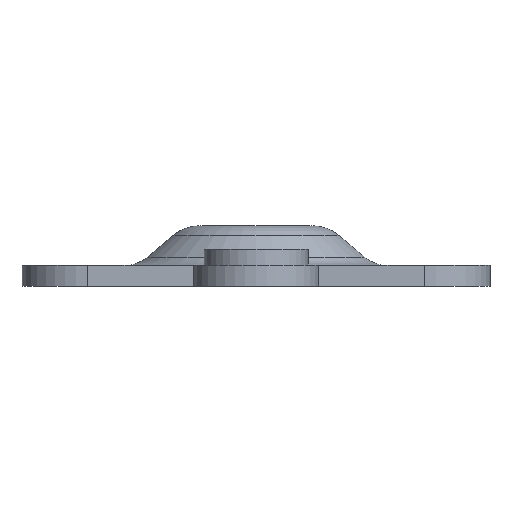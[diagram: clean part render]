
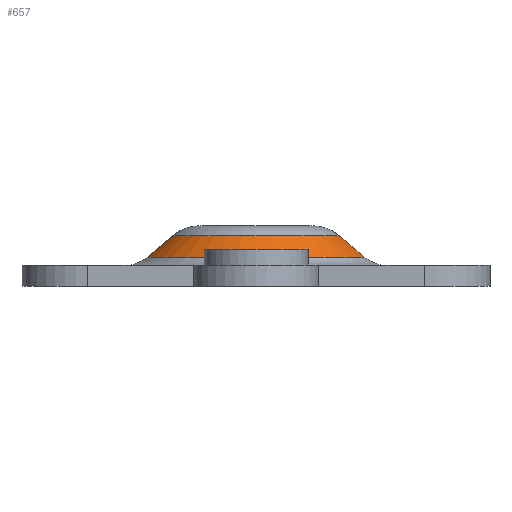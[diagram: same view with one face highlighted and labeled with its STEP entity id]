
A CAD part, front view. The second image highlights one B-rep face of the part: STEP entity #657.
In plain terms, the highlighted conical face has half-angle 49.941 degrees and reference radius 2.609 mm.
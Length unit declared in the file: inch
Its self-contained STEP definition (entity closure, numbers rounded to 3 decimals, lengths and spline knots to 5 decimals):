
#53 = VECTOR ( 'NONE', #1157, 39.37008 ) ;
#64 = DIRECTION ( 'NONE',  ( 0., 0., -1. ) ) ;
#90 = EDGE_CURVE ( 'NONE', #1303, #855, #1014, .T. ) ;
#118 = DIRECTION ( 'NONE',  ( 0.765, 0., -0.644 ) ) ;
#123 = ORIENTED_EDGE ( 'NONE', *, *, #90, .F. ) ;
#129 = CIRCLE ( 'NONE', #501, 0.0785 ) ;
#139 = DIRECTION ( 'NONE',  ( 0., 0., -1. ) ) ;
#167 = VECTOR ( 'NONE', #118, 39.37008 ) ;
#170 = CONICAL_SURFACE ( 'NONE', #179, 0.10271, 0.872 ) ;
#179 = AXIS2_PLACEMENT_3D ( 'NONE', #970, #1211, #245 ) ;
#245 = DIRECTION ( 'NONE',  ( -1., 0., 0. ) ) ;
#379 = CARTESIAN_POINT ( 'NONE',  ( -0.10271, 0.197, 0.02726 ) ) ;
#441 = CARTESIAN_POINT ( 'NONE',  ( 0.10271, 0.197, 0.02726 ) ) ;
#444 = DIRECTION ( 'NONE',  ( -1., 0., 0. ) ) ;
#501 = AXIS2_PLACEMENT_3D ( 'NONE', #868, #139, #444 ) ;
#591 = VERTEX_POINT ( 'NONE', #1019 ) ;
#657 = ADVANCED_FACE ( 'NONE', ( #1232 ), #170, .T. ) ;
#712 = CARTESIAN_POINT ( 'NONE',  ( 0., 0.197, 0.02726 ) ) ;
#738 = LINE ( 'NONE', #892, #167 ) ;
#751 = ORIENTED_EDGE ( 'NONE', *, *, #1128, .F. ) ;
#755 = EDGE_CURVE ( 'NONE', #972, #855, #1210, .T. ) ;
#809 = CARTESIAN_POINT ( 'NONE',  ( -0.0785, 0.197, 0.04762 ) ) ;
#815 = DIRECTION ( 'NONE',  ( -1., 0., 0. ) ) ;
#834 = ORIENTED_EDGE ( 'NONE', *, *, #755, .T. ) ;
#855 = VERTEX_POINT ( 'NONE', #1272 ) ;
#868 = CARTESIAN_POINT ( 'NONE',  ( 0., 0.197, 0.04762 ) ) ;
#892 = CARTESIAN_POINT ( 'NONE',  ( 0.10271, 0.197, 0.02726 ) ) ;
#906 = EDGE_LOOP ( 'NONE', ( #751, #1359, #834, #123 ) ) ;
#964 = AXIS2_PLACEMENT_3D ( 'NONE', #712, #64, #815 ) ;
#970 = CARTESIAN_POINT ( 'NONE',  ( 0., 0.197, 0.02726 ) ) ;
#972 = VERTEX_POINT ( 'NONE', #809 ) ;
#1014 = CIRCLE ( 'NONE', #964, 0.10271 ) ;
#1019 = CARTESIAN_POINT ( 'NONE',  ( 0.0785, 0.197, 0.04762 ) ) ;
#1128 = EDGE_CURVE ( 'NONE', #591, #1303, #738, .T. ) ;
#1157 = DIRECTION ( 'NONE',  ( -0.765, 0., -0.644 ) ) ;
#1195 = EDGE_CURVE ( 'NONE', #591, #972, #129, .T. ) ;
#1210 = LINE ( 'NONE', #379, #53 ) ;
#1211 = DIRECTION ( 'NONE',  ( 0., 0., -1. ) ) ;
#1232 = FACE_OUTER_BOUND ( 'NONE', #906, .T. ) ;
#1272 = CARTESIAN_POINT ( 'NONE',  ( -0.10271, 0.197, 0.02726 ) ) ;
#1303 = VERTEX_POINT ( 'NONE', #441 ) ;
#1359 = ORIENTED_EDGE ( 'NONE', *, *, #1195, .T. ) ;
